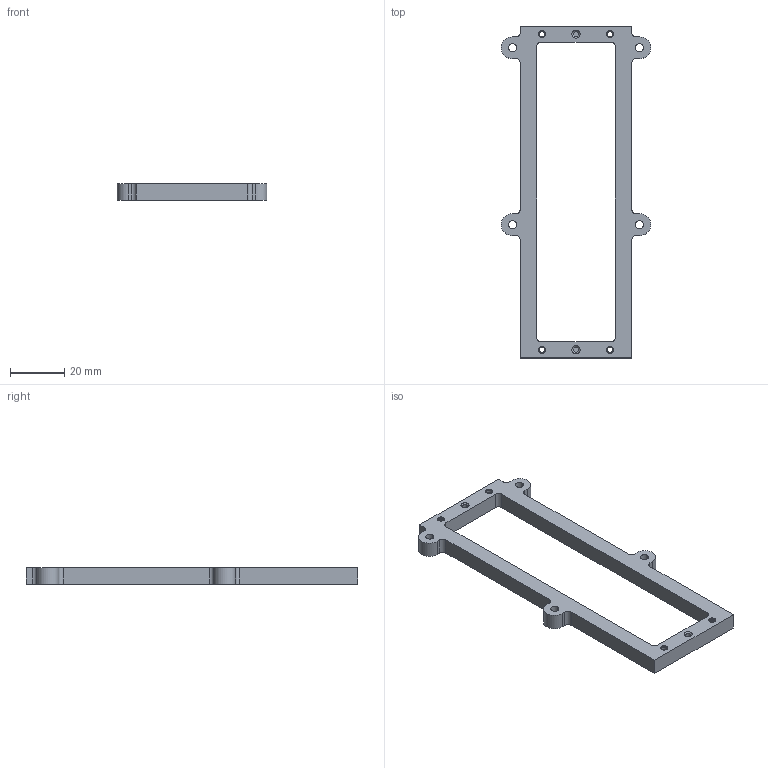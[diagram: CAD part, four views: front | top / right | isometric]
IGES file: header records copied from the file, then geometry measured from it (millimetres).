
Start section:  PTC IGES file: OPTO_conn_adapter_plate.igs
Global section: file name: OPTO_conn_adapter_plate.igs; native system: Pro/ENGINEER by Parametric Technology Corporation; preprocessor: 2002270; author: ericcan; organization: Unknown; date: 040415.161636; units: millimetre
Bounding box: 55 x 122 x 6.29 mm (x, y, z)
Surface area: 8755 mm2 (no closed solid volume)
Topology: 0 solids, 0 shells, 100 faces, 624 edges, 688 vertices
Faces by surface type: revolution 72, bspline 28
